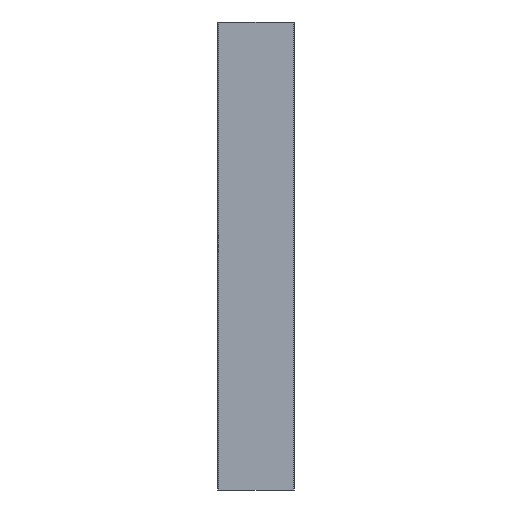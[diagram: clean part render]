
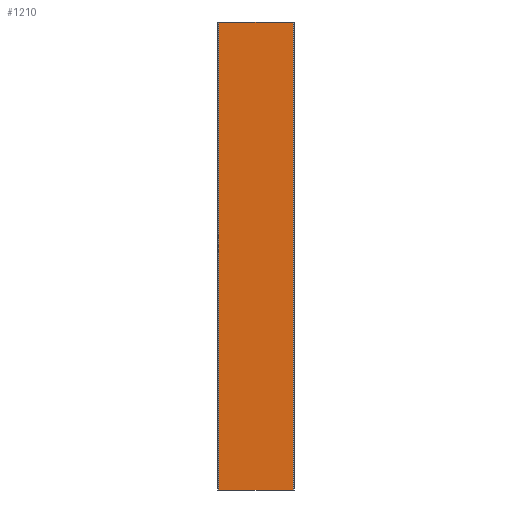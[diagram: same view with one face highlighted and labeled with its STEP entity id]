
A CAD part, front view. The second image highlights one B-rep face of the part: STEP entity #1210.
In plain terms, the highlighted planar face has unit normal (0, -1, 0).
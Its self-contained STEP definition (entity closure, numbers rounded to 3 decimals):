
#133 = FACE_OUTER_BOUND ( 'NONE', #661, .T. ) ;
#156 = VERTEX_POINT ( 'NONE', #791 ) ;
#216 = ORIENTED_EDGE ( 'NONE', *, *, #1481, .T. ) ;
#271 = VERTEX_POINT ( 'NONE', #817 ) ;
#294 = ORIENTED_EDGE ( 'NONE', *, *, #1480, .F. ) ;
#310 = VERTEX_POINT ( 'NONE', #808 ) ;
#331 = ORIENTED_EDGE ( 'NONE', *, *, #1364, .T. ) ;
#439 = VECTOR ( 'NONE', #1240, 1000. ) ;
#470 = VERTEX_POINT ( 'NONE', #824 ) ;
#561 = LINE ( 'NONE', #1242, #439 ) ;
#589 = ORIENTED_EDGE ( 'NONE', *, *, #1479, .F. ) ;
#661 = EDGE_LOOP ( 'NONE', ( #216, #294, #589, #331 ) ) ;
#791 = CARTESIAN_POINT ( 'NONE',  ( -47.75, 0., 0. ) ) ;
#808 = CARTESIAN_POINT ( 'NONE',  ( -47.75, 0., 600. ) ) ;
#817 = CARTESIAN_POINT ( 'NONE',  ( 47.75, 0., 0. ) ) ;
#824 = CARTESIAN_POINT ( 'NONE',  ( 47.75, 0., 600. ) ) ;
#967 = LINE ( 'NONE', #1144, #969 ) ;
#968 = LINE ( 'NONE', #1153, #971 ) ;
#969 = VECTOR ( 'NONE', #1145, 1000. ) ;
#970 = LINE ( 'NONE', #1155, #972 ) ;
#971 = VECTOR ( 'NONE', #1154, 1000. ) ;
#972 = VECTOR ( 'NONE', #1156, 1000. ) ;
#1111 = CARTESIAN_POINT ( 'NONE',  ( 47.75, 0., 600. ) ) ;
#1115 = PLANE ( 'NONE',  #1320 ) ;
#1117 = DIRECTION ( 'NONE',  ( 0., 1., 0. ) ) ;
#1118 = DIRECTION ( 'NONE',  ( 0., 0., 1. ) ) ;
#1144 = CARTESIAN_POINT ( 'NONE',  ( 47.75, 0., 600. ) ) ;
#1145 = DIRECTION ( 'NONE',  ( 1., 0., 0. ) ) ;
#1153 = CARTESIAN_POINT ( 'NONE',  ( 47.75, 0., 600. ) ) ;
#1154 = DIRECTION ( 'NONE',  ( 0., 0., -1. ) ) ;
#1155 = CARTESIAN_POINT ( 'NONE',  ( 47.75, 0., 0. ) ) ;
#1156 = DIRECTION ( 'NONE',  ( 1., 0., 0. ) ) ;
#1210 = ADVANCED_FACE ( 'NONE', ( #133 ), #1115, .F. ) ;
#1240 = DIRECTION ( 'NONE',  ( 0., 0., -1. ) ) ;
#1242 = CARTESIAN_POINT ( 'NONE',  ( -47.75, 0., 600. ) ) ;
#1320 = AXIS2_PLACEMENT_3D ( 'NONE', #1111, #1117, #1118 ) ;
#1364 = EDGE_CURVE ( 'NONE', #310, #156, #561, .T. ) ;
#1479 = EDGE_CURVE ( 'NONE', #310, #470, #967, .T. ) ;
#1480 = EDGE_CURVE ( 'NONE', #470, #271, #968, .T. ) ;
#1481 = EDGE_CURVE ( 'NONE', #156, #271, #970, .T. ) ;
